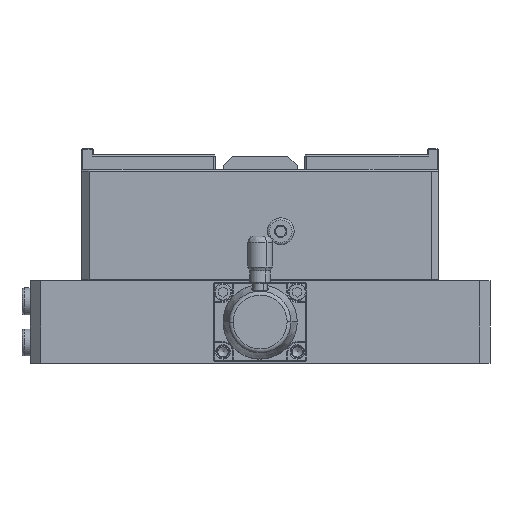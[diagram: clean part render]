
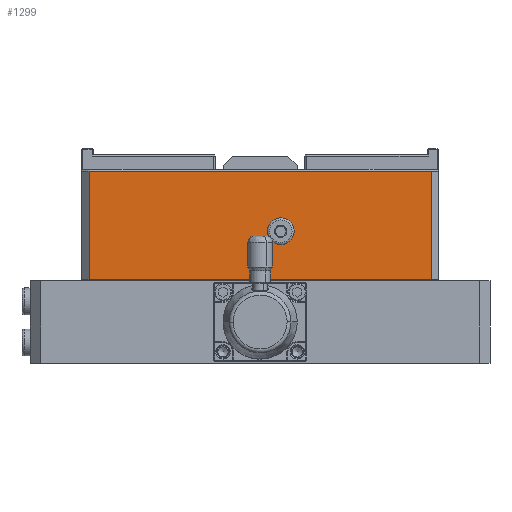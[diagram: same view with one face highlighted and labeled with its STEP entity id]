
A CAD part, front view. The second image highlights one B-rep face of the part: STEP entity #1299.
In plain terms, the highlighted planar face has unit normal (0, -1, 0).
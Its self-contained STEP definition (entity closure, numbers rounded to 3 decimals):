
#1299=ADVANCED_FACE('',(#6353,#6354),#2346,.T.);
#2346=PLANE('',#17116);
#3134=LINE('',#23427,#4766);
#3135=LINE('',#23430,#4767);
#3136=LINE('',#23432,#4768);
#3137=LINE('',#23434,#4769);
#4766=VECTOR('',#18730,1.);
#4767=VECTOR('',#18731,1.);
#4768=VECTOR('',#18732,1.);
#4769=VECTOR('',#18733,1.);
#6353=FACE_BOUND('',#7109,.T.);
#6354=FACE_BOUND('',#7110,.T.);
#7109=EDGE_LOOP('',(#8649));
#7110=EDGE_LOOP('',(#8650,#8651,#8652,#8653));
#8649=ORIENTED_EDGE('',*,*,#14529,.T.);
#8650=ORIENTED_EDGE('',*,*,#14530,.T.);
#8651=ORIENTED_EDGE('',*,*,#14531,.F.);
#8652=ORIENTED_EDGE('',*,*,#14532,.T.);
#8653=ORIENTED_EDGE('',*,*,#14533,.T.);
#12983=VERTEX_POINT('',#23426);
#12984=VERTEX_POINT('',#23428);
#12985=VERTEX_POINT('',#23429);
#12986=VERTEX_POINT('',#23431);
#12987=VERTEX_POINT('',#23433);
#14529=EDGE_CURVE('',#12983,#12983,#16629,.T.);
#14530=EDGE_CURVE('',#12984,#12985,#3134,.T.);
#14531=EDGE_CURVE('',#12986,#12985,#3135,.T.);
#14532=EDGE_CURVE('',#12986,#12987,#3136,.T.);
#14533=EDGE_CURVE('',#12987,#12984,#3137,.T.);
#16629=CIRCLE('',#17115,5.1);
#17115=AXIS2_PLACEMENT_3D('',#23425,#18728,#18729);
#17116=AXIS2_PLACEMENT_3D('',#23435,#18734,#18735);
#18728=DIRECTION('',(0.,1.,0.));
#18729=DIRECTION('',(0.,0.,-1.));
#18730=DIRECTION('',(1.,0.,0.));
#18731=DIRECTION('',(0.,0.,-1.));
#18732=DIRECTION('',(-1.,0.,0.));
#18733=DIRECTION('',(0.,0.,-1.));
#18734=DIRECTION('',(0.,-1.,0.));
#18735=DIRECTION('',(0.,0.,-1.));
#23425=CARTESIAN_POINT('',(906.5,-463.5,180.));
#23426=CARTESIAN_POINT('',(906.5,-463.5,174.9));
#23427=CARTESIAN_POINT('',(979.5,-463.5,156.7));
#23428=CARTESIAN_POINT('',(813.5,-463.5,156.7));
#23429=CARTESIAN_POINT('',(979.5,-463.5,156.7));
#23430=CARTESIAN_POINT('',(979.5,-463.5,280.21));
#23431=CARTESIAN_POINT('',(979.5,-463.5,209.2));
#23432=CARTESIAN_POINT('',(813.5,-463.5,209.2));
#23433=CARTESIAN_POINT('',(813.5,-463.5,209.2));
#23434=CARTESIAN_POINT('',(813.5,-463.5,280.21));
#23435=CARTESIAN_POINT('',(795.5,-463.5,280.21));
